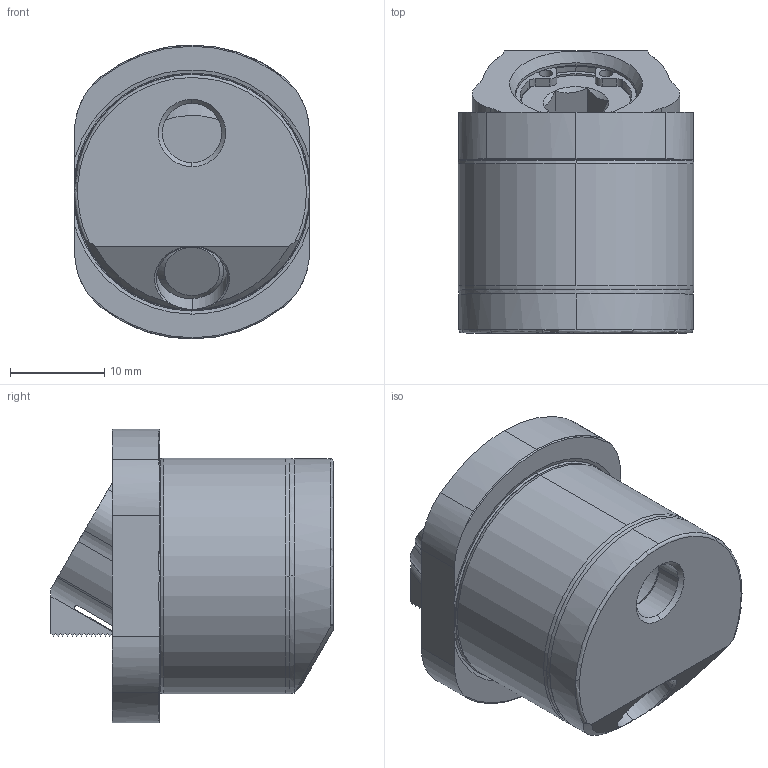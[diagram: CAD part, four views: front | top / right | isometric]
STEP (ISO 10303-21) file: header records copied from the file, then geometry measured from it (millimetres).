
FILE_DESCRIPTION (( 'STEP AP214' ), '1' );
FILE_NAME ('28322.STEP', '2019-05-24T15:35:18', ( 'Mike W' ), ( '' ), 'SwSTEP 2.0', 'SolidWorks 2018', '' );
FILE_SCHEMA (( 'AUTOMOTIVE_DESIGN' ));
Length unit declared in the file: inch
Products named in the file (6): 28322; 28486_28486; M816MM SHCS_M816MM SHCS; 31208_31208; 284861_284861 ; 28425
Assembly tree (5 placements, depth 3):
  28322
    28425
    28486_28486
      284861_284861 
      31208_31208
      M816MM SHCS_M816MM SHCS
Bounding box: 24.99 x 29.88 x 31.12 mm (x, y, z)
Volume: 10951.9 mm3; surface area: 8088.4 mm2
Topology: 5 solids, 5 shells, 292 faces, 775 edges, 495 vertices
Faces by surface type: cylinder 133, plane 80, cone 40, torus 20, bspline 19
Entity records: 13544 total; most frequent: CARTESIAN_POINT 6403, ORIENTED_EDGE 1552, DIRECTION 1248, EDGE_CURVE 776, VERTEX_POINT 496, AXIS2_PLACEMENT_3D 460, VECTOR 328, LINE 328
